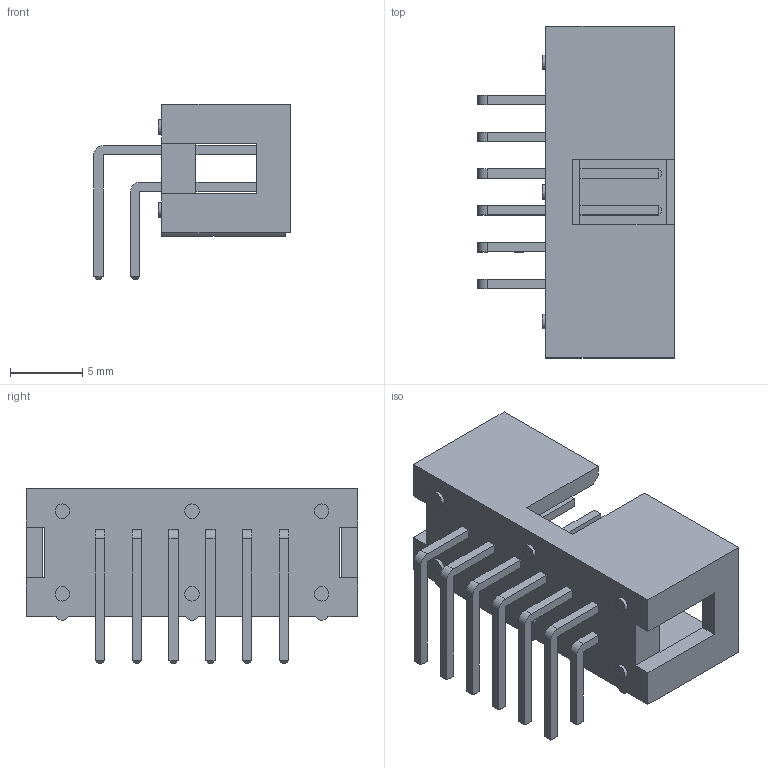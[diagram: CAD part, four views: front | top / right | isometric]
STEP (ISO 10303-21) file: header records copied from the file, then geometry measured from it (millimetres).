
FILE_DESCRIPTION(/* description */ ('model of IDC-Header_2x06_Pitch2.54mm_Angled'),/* implementation_level */ '2;1');
FILE_NAME(/* name */ 'IDC-Header_2x06_Pitch2.54mm_Angled.step',/* time_stamp */ '2017-10-11T13:59:06',/* author */ ('kicad StepUp','ksu'),/* organization */ ('FreeCAD'),/* preprocessor_version */ 'OCC',/* originating_system */ 'kicad StepUp',/* authorisation */ '');
FILE_SCHEMA(('AUTOMOTIVE_DESIGN_CC2 { 1 2 10303 214 -1 1 5 4 }'));
Length unit declared in the file: millimetre
Products named in the file (2): ASSEMBLY; IDC-Header_2x06_Pitch2.54mm_Angled
Assembly tree (1 placements, depth 2):
  ASSEMBLY
    IDC-Header_2x06_Pitch2.54mm_Angled
Bounding box: 13.55 x 22.9 x 12.1 mm (x, y, z)
Volume: 926.7 mm3; surface area: 1736.5 mm2
Topology: 1 solids, 1 shells, 299 faces, 719 edges, 448 vertices
Faces by surface type: plane 278, cylinder 21
Full cylindrical faces by diameter (mm): 1 x6
Entity records: 10561 total; most frequent: CARTESIAN_POINT 1468, ORIENTED_EDGE 1438, DIRECTION 1369, EDGE_CURVE 719, LINE 671, VECTOR 671, VERTEX_POINT 448, AXIS2_PLACEMENT_3D 349
